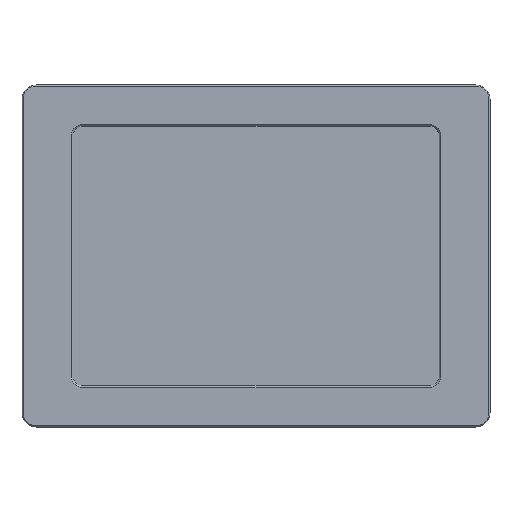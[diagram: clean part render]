
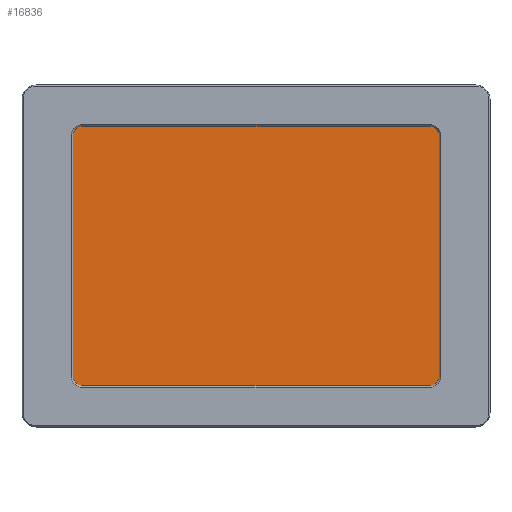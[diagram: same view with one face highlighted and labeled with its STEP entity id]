
A CAD part, top view. The second image highlights one B-rep face of the part: STEP entity #16836.
In plain terms, the highlighted planar face has unit normal (0, 0, 1).
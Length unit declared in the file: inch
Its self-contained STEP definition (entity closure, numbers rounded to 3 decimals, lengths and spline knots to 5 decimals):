
#115=PLANE('',#17824);
#1088=FACE_OUTER_BOUND('',#2031,.T.);
#2031=EDGE_LOOP('',(#11988,#11989,#11990,#11991,#11992,#11993,#11994,#11995));
#3027=CIRCLE('',#17825,0.25813);
#3028=CIRCLE('',#17826,0.25813);
#3029=CIRCLE('',#17827,0.25813);
#3030=CIRCLE('',#17828,0.25813);
#3547=LINE('',#25351,#5507);
#3548=LINE('',#25355,#5508);
#3549=LINE('',#25359,#5509);
#3550=LINE('',#25363,#5510);
#5507=VECTOR('',#19108,0.3937);
#5508=VECTOR('',#19111,0.3937);
#5509=VECTOR('',#19114,0.3937);
#5510=VECTOR('',#19117,0.3937);
#7566=VERTEX_POINT('',#25349);
#7567=VERTEX_POINT('',#25350);
#7568=VERTEX_POINT('',#25352);
#7569=VERTEX_POINT('',#25354);
#7570=VERTEX_POINT('',#25356);
#7571=VERTEX_POINT('',#25358);
#7572=VERTEX_POINT('',#25360);
#7573=VERTEX_POINT('',#25362);
#9303=EDGE_CURVE('',#7566,#7567,#3547,.T.);
#9304=EDGE_CURVE('',#7568,#7566,#3027,.T.);
#9305=EDGE_CURVE('',#7569,#7568,#3548,.T.);
#9306=EDGE_CURVE('',#7570,#7569,#3028,.T.);
#9307=EDGE_CURVE('',#7571,#7570,#3549,.T.);
#9308=EDGE_CURVE('',#7572,#7571,#3029,.T.);
#9309=EDGE_CURVE('',#7573,#7572,#3550,.T.);
#9310=EDGE_CURVE('',#7567,#7573,#3030,.T.);
#11988=ORIENTED_EDGE('',*,*,#9303,.F.);
#11989=ORIENTED_EDGE('',*,*,#9304,.F.);
#11990=ORIENTED_EDGE('',*,*,#9305,.F.);
#11991=ORIENTED_EDGE('',*,*,#9306,.F.);
#11992=ORIENTED_EDGE('',*,*,#9307,.F.);
#11993=ORIENTED_EDGE('',*,*,#9308,.F.);
#11994=ORIENTED_EDGE('',*,*,#9309,.F.);
#11995=ORIENTED_EDGE('',*,*,#9310,.F.);
#16836=ADVANCED_FACE('',(#1088),#115,.T.);
#17824=AXIS2_PLACEMENT_3D('',#25348,#19106,#19107);
#17825=AXIS2_PLACEMENT_3D('',#25353,#19109,#19110);
#17826=AXIS2_PLACEMENT_3D('',#25357,#19112,#19113);
#17827=AXIS2_PLACEMENT_3D('',#25361,#19115,#19116);
#17828=AXIS2_PLACEMENT_3D('',#25364,#19118,#19119);
#19106=DIRECTION('center_axis',(0.,0.,
1.));
#19107=DIRECTION('ref_axis',(1.,0.,0.));
#19108=DIRECTION('',(0.,1.,0.));
#19109=DIRECTION('center_axis',(0.,0.,
-1.));
#19110=DIRECTION('ref_axis',(1.,0.,0.));
#19111=DIRECTION('',(-1.,0.,0.));
#19112=DIRECTION('center_axis',(0.,0.,
-1.));
#19113=DIRECTION('ref_axis',(0.,1.,0.));
#19114=DIRECTION('',(0.,-1.,0.));
#19115=DIRECTION('center_axis',(0.,0.,
-1.));
#19116=DIRECTION('ref_axis',(-1.,0.,0.));
#19117=DIRECTION('',(1.,0.,0.));
#19118=DIRECTION('center_axis',(0.,0.,
-1.));
#19119=DIRECTION('ref_axis',(0.,-1.,0.));
#25348=CARTESIAN_POINT('Origin',(13.04153,4.41775,0.805));
#25349=CARTESIAN_POINT('',(8.26537,1.32812,0.805));
#25350=CARTESIAN_POINT('',(8.26537,7.55487,0.805));
#25351=CARTESIAN_POINT('',(8.26537,2.87294,0.805));
#25352=CARTESIAN_POINT('',(8.5235,1.07,0.805));
#25353=CARTESIAN_POINT('Origin',(8.5235,1.32812,0.805));
#25354=CARTESIAN_POINT('',(17.52425,1.07,0.805));
#25355=CARTESIAN_POINT('',(15.28289,1.07,0.805));
#25356=CARTESIAN_POINT('',(17.78237,1.32812,0.805));
#25357=CARTESIAN_POINT('Origin',(17.52425,1.32812,0.805));
#25358=CARTESIAN_POINT('',(17.78237,7.55487,0.805));
#25359=CARTESIAN_POINT('',(17.78237,5.98631,0.805));
#25360=CARTESIAN_POINT('',(17.52425,7.813,0.805));
#25361=CARTESIAN_POINT('Origin',(17.52425,7.55487,0.805));
#25362=CARTESIAN_POINT('',(8.5235,7.813,0.805));
#25363=CARTESIAN_POINT('',(10.78251,7.813,0.805));
#25364=CARTESIAN_POINT('Origin',(8.5235,7.55487,0.805));
